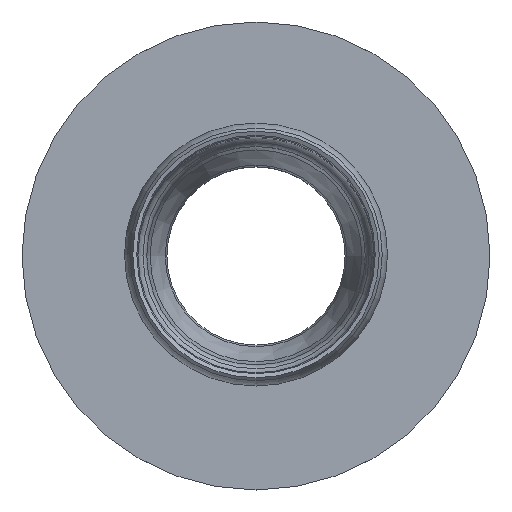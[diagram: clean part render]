
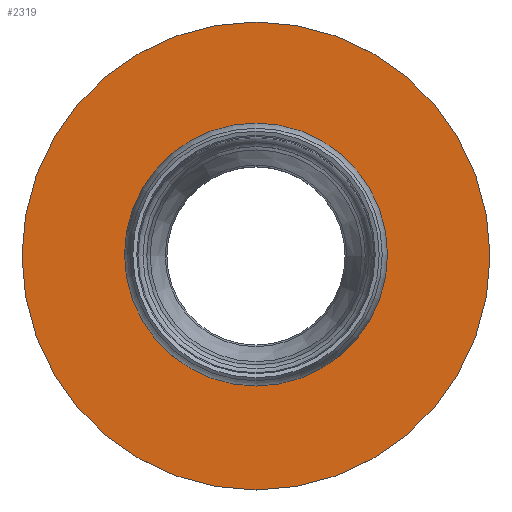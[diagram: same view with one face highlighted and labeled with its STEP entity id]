
A CAD part, top view. The second image highlights one B-rep face of the part: STEP entity #2319.
In plain terms, the highlighted planar face has unit normal (0, 0, 1).
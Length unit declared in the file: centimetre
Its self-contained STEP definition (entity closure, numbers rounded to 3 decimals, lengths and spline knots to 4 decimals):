
#245=FACE_BOUND('',#518,.T.);
#322=FACE_OUTER_BOUND('',#517,.T.);
#517=EDGE_LOOP('',(#1831));
#518=EDGE_LOOP('',(#1832));
#619=CIRCLE('',#2780,105.);
#628=CIRCLE('',#2795,54.9789);
#927=VERTEX_POINT('',#6266);
#935=VERTEX_POINT('',#6293);
#1227=EDGE_CURVE('',#927,#927,#619,.T.);
#1239=EDGE_CURVE('',#935,#935,#628,.T.);
#1831=ORIENTED_EDGE('',*,*,#1227,.F.);
#1832=ORIENTED_EDGE('',*,*,#1239,.T.);
#2242=PLANE('',#2797);
#2319=ADVANCED_FACE('',(#322,#245),#2242,.T.);
#2780=AXIS2_PLACEMENT_3D('',#6268,#3327,#3328);
#2795=AXIS2_PLACEMENT_3D('',#6294,#3360,#3361);
#2797=AXIS2_PLACEMENT_3D('',#6296,#3364,#3365);
#3327=DIRECTION('center_axis',(0.,0.,-1.));
#3328=DIRECTION('ref_axis',(1.,0.,0.));
#3360=DIRECTION('center_axis',(0.,0.,-1.));
#3361=DIRECTION('ref_axis',(1.,0.,0.));
#3364=DIRECTION('center_axis',(0.,0.,1.));
#3365=DIRECTION('ref_axis',(0.,-1.,0.));
#6266=CARTESIAN_POINT('',(-105.,0.,230.));
#6268=CARTESIAN_POINT('Origin',(0.,0.,230.));
#6293=CARTESIAN_POINT('',(0.,-54.9789,230.));
#6294=CARTESIAN_POINT('Origin',(0.,0.,230.));
#6296=CARTESIAN_POINT('Origin',(105.,0.,230.));
